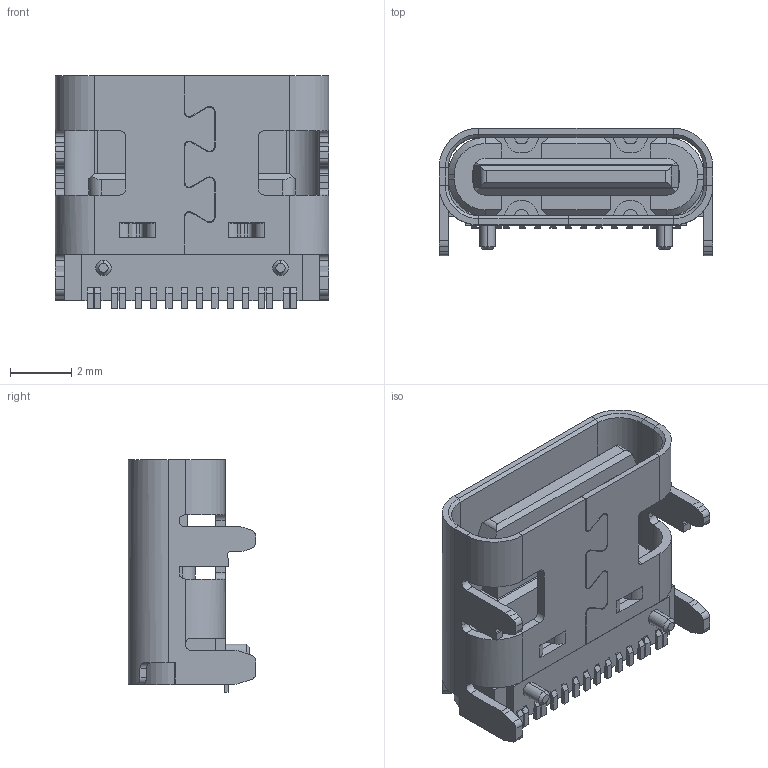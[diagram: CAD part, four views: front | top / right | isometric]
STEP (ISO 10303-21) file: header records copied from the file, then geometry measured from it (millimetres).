
FILE_DESCRIPTION (( 'STEP AP214' ), '1' );
FILE_NAME ('5077CR-16-SMC2-BK-TR.STEP', '2023-03-09T13:34:23', ( '' ), ( '' ), 'SwSTEP 2.0', 'SolidWorks 2022', '' );
FILE_SCHEMA (( 'AUTOMOTIVE_DESIGN' ));
Length unit declared in the file: millimetre
Products named in the file (1): 5077CR-16-SMC2-BK-TR
Bounding box: 8.94 x 4.16 x 7.6 mm (x, y, z)
Volume: 116.9 mm3; surface area: 480.3 mm2
Topology: 18 solids, 18 shells, 568 faces, 1523 edges, 982 vertices
Faces by surface type: plane 382, cylinder 174, cone 12
Entity records: 18271 total; most frequent: CARTESIAN_POINT 3711, ORIENTED_EDGE 3046, DIRECTION 2913, EDGE_CURVE 1523, VECTOR 1151, LINE 1151, VERTEX_POINT 982, AXIS2_PLACEMENT_3D 881
